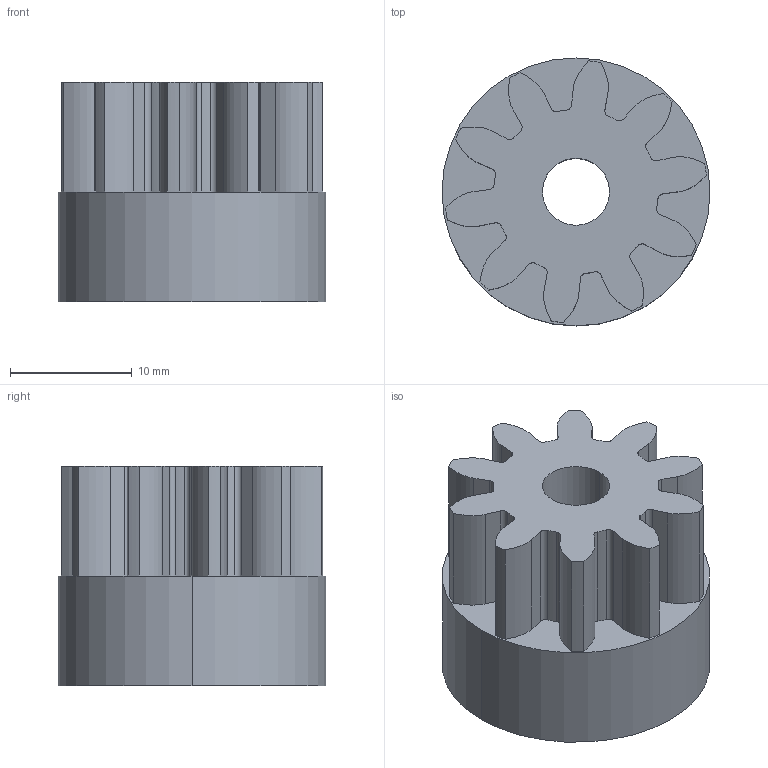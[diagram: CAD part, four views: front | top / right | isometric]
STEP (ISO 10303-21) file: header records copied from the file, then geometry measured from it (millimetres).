
FILE_DESCRIPTION (( 'STEP AP203' ), '1' );
FILE_NAME ('SMALL_WADE.STEP' );
FILE_SCHEMA (( 'CONFIG_CONTROL_DESIGN' ));
Length unit declared in the file: millimetre
Products named in the file (1): SMALL_WADE
Bounding box: 22 x 22 x 18 mm (x, y, z)
Volume: 5194.5 mm3; surface area: 2639.8 mm2
Topology: 1 solids, 1 shells, 91 faces, 264 edges, 176 vertices
Faces by surface type: cylinder 48, plane 23, bspline 20
Entity records: 3475 total; most frequent: CARTESIAN_POINT 1032, ORIENTED_EDGE 528, DIRECTION 464, EDGE_CURVE 264, VERTEX_POINT 176, AXIS2_PLACEMENT_3D 168, LINE 128, VECTOR 128
